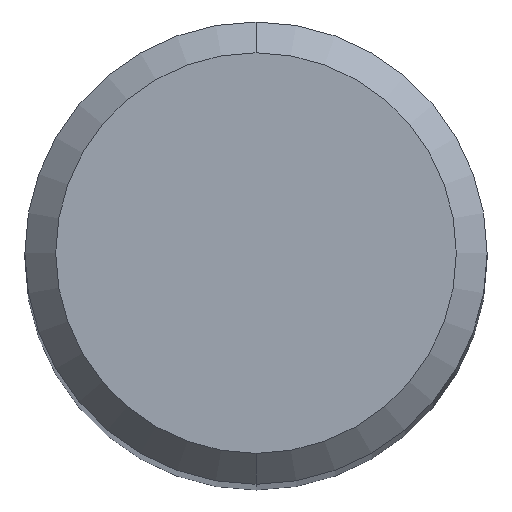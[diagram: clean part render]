
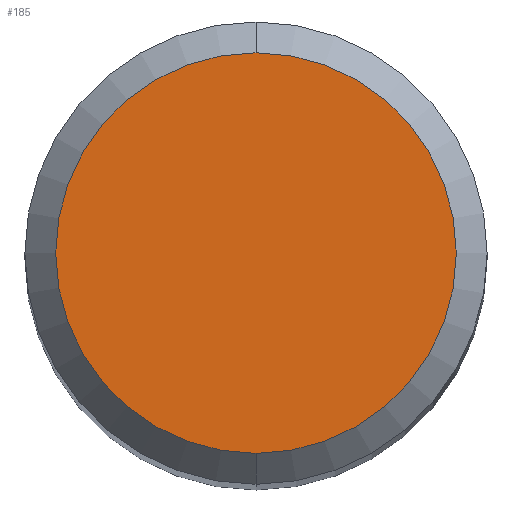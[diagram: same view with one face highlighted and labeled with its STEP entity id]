
A CAD part, top view. The second image highlights one B-rep face of the part: STEP entity #185.
In plain terms, the highlighted planar face has unit normal (0, 0, 1).
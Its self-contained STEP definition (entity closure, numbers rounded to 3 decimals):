
#185=ADVANCED_FACE('',(#500),#501,.T.);
#241=EDGE_CURVE('',#443,#245,#563,.T.);
#245=VERTEX_POINT('',#570);
#361=EDGE_CURVE('',#245,#443,#701,.T.);
#443=VERTEX_POINT('',#787);
#500=FACE_OUTER_BOUND('',#840,.T.);
#501=PLANE('',#841);
#563=CIRCLE('',#976,2.6);
#570=CARTESIAN_POINT('',(0.0,2.6,0.0));
#701=CIRCLE('',#1206,2.6);
#787=CARTESIAN_POINT('',(0.,-2.6,0.0));
#840=EDGE_LOOP('',(#1481,#1482));
#841=AXIS2_PLACEMENT_3D('',#1483,#1484,#1485);
#976=AXIS2_PLACEMENT_3D('',#1551,#1552,#1553);
#1206=AXIS2_PLACEMENT_3D('',#1740,#1741,#1742);
#1481=ORIENTED_EDGE('',*,*,#361,.F.);
#1482=ORIENTED_EDGE('',*,*,#241,.F.);
#1483=CARTESIAN_POINT('',(0.0,1.3,0.0));
#1484=DIRECTION('',(-0.0,0.0,1.0));
#1485=DIRECTION('',(0.0,-1.0,0.0));
#1551=CARTESIAN_POINT('',(0.0,0.0,0.0));
#1552=DIRECTION('',(0.0,0.0,-1.0));
#1553=DIRECTION('',(0.0,1.0,0.0));
#1740=CARTESIAN_POINT('',(0.0,0.0,0.0));
#1741=DIRECTION('',(0.0,0.0,-1.0));
#1742=DIRECTION('',(0.0,1.0,0.0));
